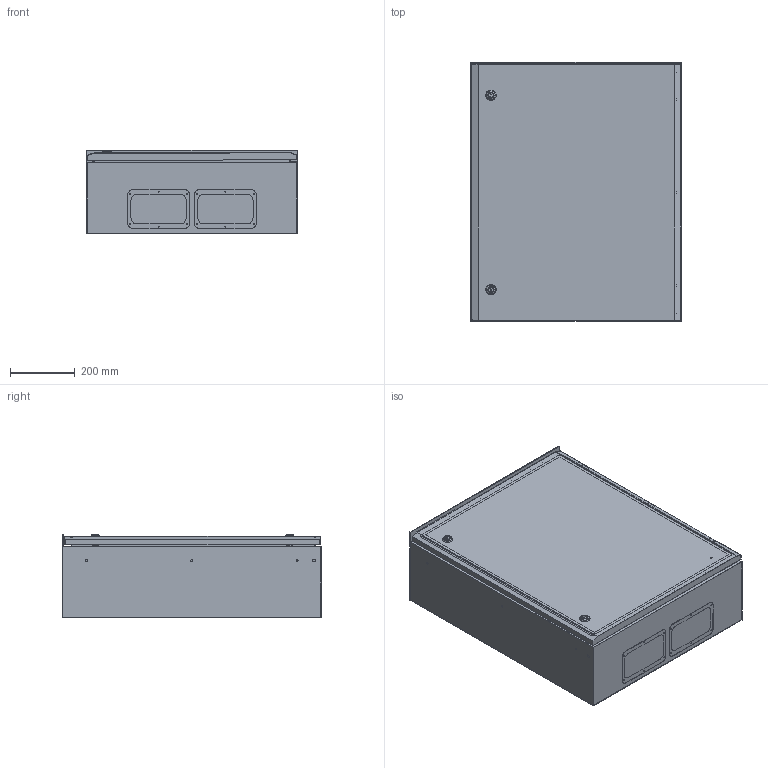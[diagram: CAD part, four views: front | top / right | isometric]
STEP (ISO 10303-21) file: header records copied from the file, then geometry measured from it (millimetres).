
FILE_DESCRIPTION (( 'STEP AP214' ), '1' );
FILE_NAME ('YKM42-04-31-P Êîðïóñ ìåòàëëè÷åñêèé ÙÌÏ-4-2 36 ÓÕË3 IP31 PRO.STEP', '2021-02-19T08:29:25', ( '' ), ( '' ), 'SwSTEP 2.0', 'SolidWorks 2017', '' );
FILE_SCHEMA (( 'AUTOMOTIVE_DESIGN' ));
Length unit declared in the file: millimetre
Products named in the file (3): YKM42-04-31-P Êîðïóñ ìåòàëëè÷åñêèé ÙÌÏ-4-2 36 ÓÕË3 IP31 PRO; Îáîëî÷êà ÙÌÏ-4-2 IP54; ﾄ粢 ﾙﾌﾏ-4-2 IP54
Assembly tree (2 placements, depth 2):
  YKM42-04-31-P Êîðïóñ ìåòàëëè÷åñêèé ÙÌÏ-4-2 36 ÓÕË3 IP31 PRO
    Îáîëî÷êà ÙÌÏ-4-2 IP54
    ﾄ粢 ﾙﾌﾏ-4-2 IP54
Bounding box: 650 x 801 x 258.4 mm (x, y, z)
Volume: 3656787.2 mm3; surface area: 4824018.6 mm2
Topology: 16 solids, 16 shells, 877 faces, 2181 edges, 1371 vertices
Faces by surface type: plane 505, cylinder 278, cone 64, bspline 22, torus 8
Entity records: 27116 total; most frequent: CARTESIAN_POINT 5725, ORIENTED_EDGE 4354, DIRECTION 4272, EDGE_CURVE 2177, AXIS2_PLACEMENT_3D 1456, VERTEX_POINT 1371, LINE 1360, VECTOR 1360
